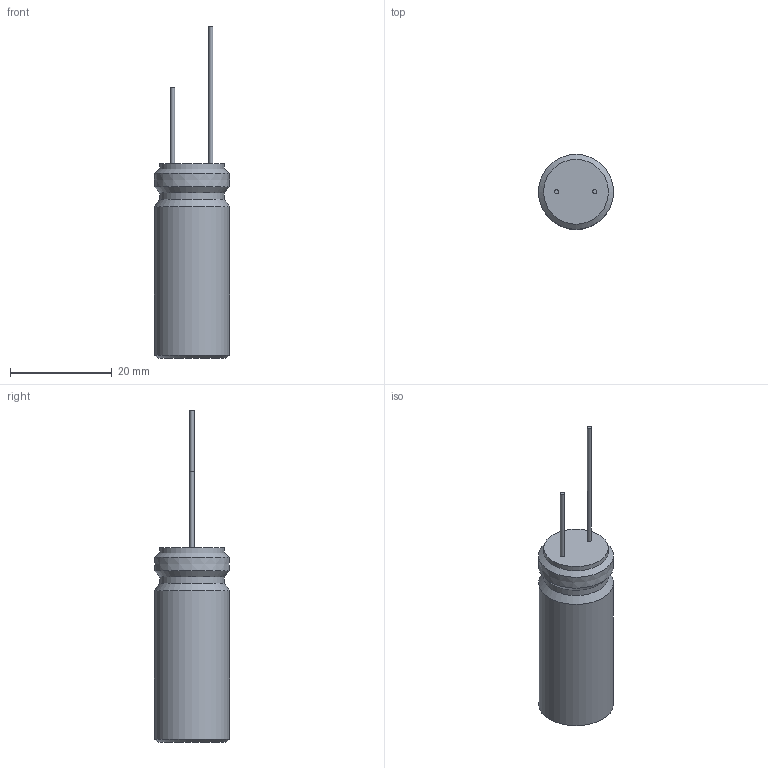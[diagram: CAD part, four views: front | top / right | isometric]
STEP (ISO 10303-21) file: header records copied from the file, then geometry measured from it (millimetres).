
FILE_DESCRIPTION(/* description */ (''),/* implementation_level */ '2;1');
FILE_NAME(/* name */ 'EGPD250ELL682MU40H-ND v1.step',/* time_stamp */ '2019-09-27T12:38:39+01:00',/* author */ (''),/* organization */ (''),/* preprocessor_version */ 'ST-DEVELOPER v18',/* originating_system */ 'Autodesk Translation Framework v8.6.0.1094',/* authorisation */ '');
FILE_SCHEMA (('AUTOMOTIVE_DESIGN { 1 0 10303 214 3 1 1 }'));
Length unit declared in the file: millimetre
Products named in the file (1): EGPD250ELL682MU40H-ND
Bounding box: 14.73 x 14.73 x 65.15 mm (x, y, z)
Volume: 6319.9 mm3; surface area: 2172.5 mm2
Topology: 3 solids, 3 shells, 16 faces, 32 edges, 22 vertices
Faces by surface type: plane 6, cylinder 5, cone 5
Full cylindrical faces by diameter (mm): 0.8 x2, 12.712 x2, 14.726 x1
Entity records: 481 total; most frequent: DIRECTION 88, CARTESIAN_POINT 71, ORIENTED_EDGE 64, AXIS2_PLACEMENT_3D 39, EDGE_CURVE 32, CIRCLE 22, VERTEX_POINT 22, FACE_OUTER_BOUND 16
